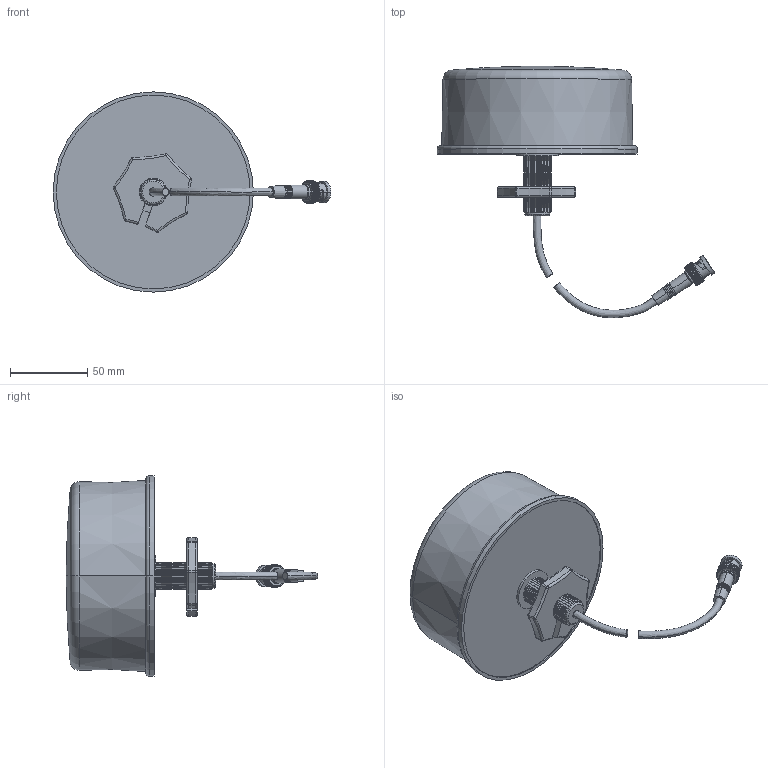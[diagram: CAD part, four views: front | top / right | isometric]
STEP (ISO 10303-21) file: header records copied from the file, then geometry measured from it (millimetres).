
FILE_DESCRIPTION (( 'STEP AP214' ), '1' );
FILE_NAME ('HG2458CU-1-BM.STEP', '2019-06-14T15:48:45', ( '' ), ( '' ), 'SwSTEP 2.0', 'SolidWorks 2018', '' );
FILE_SCHEMA (( 'AUTOMOTIVE_DESIGN' ));
Length unit declared in the file: inch
Products named in the file (9): HG2458CU-1_Antenna; 12 Inch-195; BAC836A-58-MA3; BAC836A-58-MA2; BAC836A-58; HG2458CU-1_Boot; HG2458CU-1-BM; BAC836A-58-MA1_with flange; HG2458CU-1_Nut
Assembly tree (8 placements, depth 3):
  HG2458CU-1-BM
    HG2458CU-1_Antenna
    HG2458CU-1_Nut
    12 Inch-195
    HG2458CU-1_Boot
    BAC836A-58
      BAC836A-58-MA1_with flange
      BAC836A-58-MA2
      BAC836A-58-MA3
Bounding box: 180.32 x 163.31 x 130 mm (x, y, z)
Volume: 683236.6 mm3; surface area: 61034.9 mm2
Topology: 8 solids, 8 shells, 746 faces, 1830 edges, 1111 vertices
Faces by surface type: cone 266, plane 220, cylinder 210, torus 22, sphere 16, bspline 12
Entity records: 23582 total; most frequent: CARTESIAN_POINT 5007, DIRECTION 3947, ORIENTED_EDGE 3632, EDGE_CURVE 1816, AXIS2_PLACEMENT_3D 1499, VERTEX_POINT 1111, LINE 949, VECTOR 949
